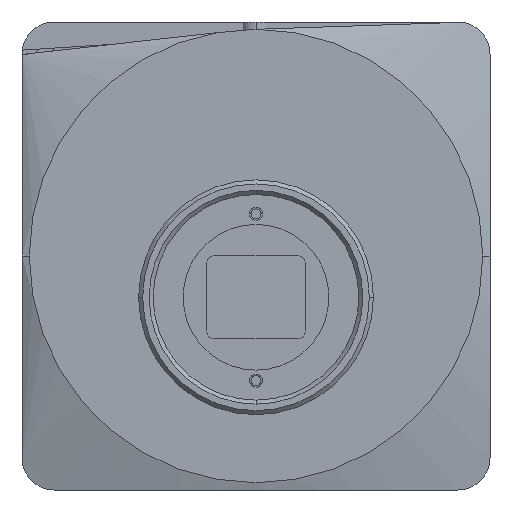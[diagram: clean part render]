
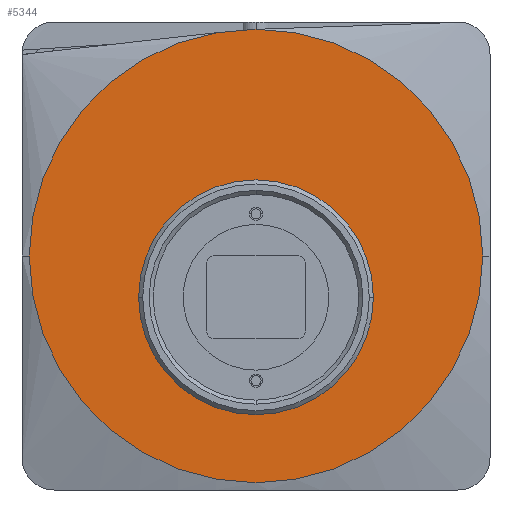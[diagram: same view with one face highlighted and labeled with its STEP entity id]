
A CAD part, left-side view. The second image highlights one B-rep face of the part: STEP entity #5344.
In plain terms, the highlighted planar face has unit normal (-1, 0, 0).
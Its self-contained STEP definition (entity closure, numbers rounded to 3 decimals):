
#588=CARTESIAN_POINT('',(-11.3,-25.4,-30.48));
#589=DIRECTION('',(-1.,0.,0.));
#590=DIRECTION('',(0.,1.,0.));
#591=AXIS2_PLACEMENT_3D('',#588,#589,#590);
#648=CARTESIAN_POINT('',(-11.3,-25.4,-25.38));
#649=DIRECTION('',(1.,0.,0.));
#650=DIRECTION('',(0.,-1.,0.));
#651=AXIS2_PLACEMENT_3D('',#648,#649,#650);
#653=CARTESIAN_POINT('',(-11.3,-25.4,-25.38));
#654=DIRECTION('',(1.,0.,0.));
#655=DIRECTION('',(0.,1.,0.));
#656=AXIS2_PLACEMENT_3D('',#653,#654,#655);
#837=CARTESIAN_POINT('',(-11.3,-25.4,-30.48));
#838=DIRECTION('',(-1.,0.,0.));
#839=DIRECTION('',(0.,-1.,0.));
#840=AXIS2_PLACEMENT_3D('',#837,#838,#839);
#4388=CARTESIAN_POINT('',(-11.3,-53.4,-25.38));
#4389=CARTESIAN_POINT('',(-11.3,2.6,-25.38));
#4390=VERTEX_POINT('',#4388);
#4391=VERTEX_POINT('',#4389);
#4590=CARTESIAN_POINT('',(-11.3,-10.9,-30.48));
#4591=CARTESIAN_POINT('',(-11.3,-39.9,-30.48));
#4592=VERTEX_POINT('',#4590);
#4593=VERTEX_POINT('',#4591);
#5328=CARTESIAN_POINT('',(-11.3,-25.4,-25.38));
#5329=DIRECTION('',(1.,0.,0.));
#5330=DIRECTION('',(0.,1.,0.));
#5331=AXIS2_PLACEMENT_3D('',#5328,#5329,#5330);
#5332=PLANE('',#5331);
#5334=ORIENTED_EDGE('',*,*,#5333,.T.);
#5336=ORIENTED_EDGE('',*,*,#5335,.T.);
#5337=EDGE_LOOP('',(#5334,#5336));
#5338=FACE_OUTER_BOUND('',#5337,.F.);
#5339=ORIENTED_EDGE('',*,*,#5296,.T.);
#5341=ORIENTED_EDGE('',*,*,#5340,.T.);
#5342=EDGE_LOOP('',(#5339,#5341));
#5343=FACE_BOUND('',#5342,.F.);
#5344=ADVANCED_FACE('',(#5338,#5343),#5332,.F.);
#592=CIRCLE('',#591,14.5);
#652=CIRCLE('',#651,28.);
#657=CIRCLE('',#656,28.);
#841=CIRCLE('',#840,14.5);
#5296=EDGE_CURVE('',#4592,#4593,#592,.T.);
#5333=EDGE_CURVE('',#4390,#4391,#652,.T.);
#5335=EDGE_CURVE('',#4391,#4390,#657,.T.);
#5340=EDGE_CURVE('',#4593,#4592,#841,.T.);
